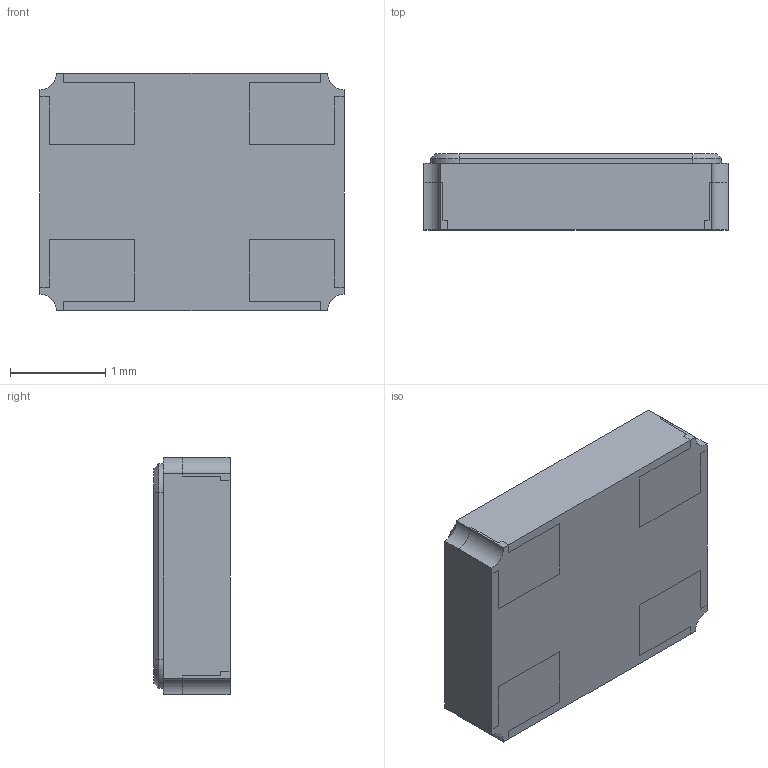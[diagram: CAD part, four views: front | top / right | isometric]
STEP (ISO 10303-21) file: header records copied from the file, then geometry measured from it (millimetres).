
FILE_DESCRIPTION(/* description */ (''),/* implementation_level */ '2;1');
FILE_NAME(/* name */ 'crystal_3225.step',/* time_stamp */ '2014-11-19T15:59:37+01:00',/* author */ ('emifre'),/* organization */ (''),/* preprocessor_version */ 'ST-DEVELOPER v15.6',/* originating_system */ 'Autodesk Inventor 2015',/* authorisation */ '');
FILE_SCHEMA (('AUTOMOTIVE_DESIGN { 1 0 10303 214 3 1 1 }'));
Length unit declared in the file: millimetre
Products named in the file (3): body; legs; Assembly1
Assembly tree (2 placements, depth 2):
  Assembly1
    body
    legs
Bounding box: 3.2 x 0.8 x 2.5 mm (x, y, z)
Volume: 6.2 mm3; surface area: 32.5 mm2
Topology: 5 solids, 5 shells, 115 faces, 304 edges, 200 vertices
Faces by surface type: plane 91, cylinder 20, cone 4
Entity records: 3611 total; most frequent: CARTESIAN_POINT 624, ORIENTED_EDGE 608, DIRECTION 588, EDGE_CURVE 304, LINE 260, VECTOR 260, VERTEX_POINT 200, AXIS2_PLACEMENT_3D 164
